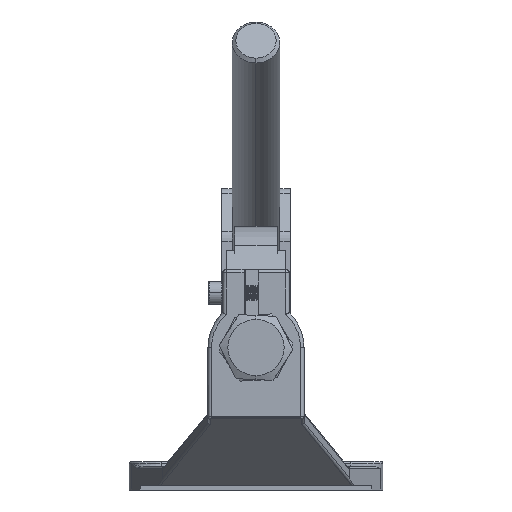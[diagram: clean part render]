
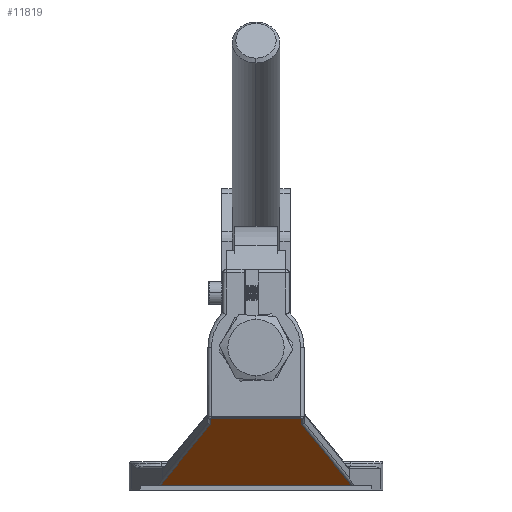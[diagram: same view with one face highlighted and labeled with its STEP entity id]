
A CAD part, left-side view. The second image highlights one B-rep face of the part: STEP entity #11819.
In plain terms, the highlighted planar face has unit normal (-0.5, 0, -0.866).
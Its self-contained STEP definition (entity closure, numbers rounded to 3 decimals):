
#97 = VERTEX_POINT ( 'NONE', #8722 ) ;
#1366 = VERTEX_POINT ( 'NONE', #47126 ) ;
#2206 = VERTEX_POINT ( 'NONE', #35142 ) ;
#2648 = DIRECTION ( 'NONE',  ( 0.5, 0., 0.866 ) ) ;
#2691 = LINE ( 'NONE', #9237, #16356 ) ;
#2973 = CARTESIAN_POINT ( 'NONE',  ( -222.267, 72.75, 29.867 ) ) ;
#3067 = LINE ( 'NONE', #21209, #15157 ) ;
#3205 = ORIENTED_EDGE ( 'NONE', *, *, #5606, .T. ) ;
#5606 = EDGE_CURVE ( 'NONE', #2206, #97, #10952, .T. ) ;
#7547 = VERTEX_POINT ( 'NONE', #38770 ) ;
#8722 = CARTESIAN_POINT ( 'NONE',  ( -222.497, 72.307, 30. ) ) ;
#8937 = EDGE_CURVE ( 'NONE', #52975, #2206, #45145, .T. ) ;
#9237 = CARTESIAN_POINT ( 'NONE',  ( -174., 107., 2. ) ) ;
#9797 = ORIENTED_EDGE ( 'NONE', *, *, #26999, .T. ) ;
#10513 = FACE_OUTER_BOUND ( 'NONE', #47155, .T. ) ;
#10952 = LINE ( 'NONE', #27030, #64047 ) ;
#11076 = VECTOR ( 'NONE', #14800, 1000. ) ;
#11752 = VERTEX_POINT ( 'NONE', #52823 ) ;
#11819 = ADVANCED_FACE ( 'NONE', ( #10513 ), #23072, .F. ) ;
#14800 = DIRECTION ( 'NONE',  ( -0.801, 0.38, 0.463 ) ) ;
#15157 = VECTOR ( 'NONE', #57658, 1000. ) ;
#16356 = VECTOR ( 'NONE', #29698, 1000. ) ;
#19175 = EDGE_CURVE ( 'NONE', #21241, #52975, #58770, .T. ) ;
#20359 = ORIENTED_EDGE ( 'NONE', *, *, #8937, .T. ) ;
#21209 = CARTESIAN_POINT ( 'NONE',  ( -174., 72.75, 2. ) ) ;
#21241 = VERTEX_POINT ( 'NONE', #60603 ) ;
#21513 = EDGE_CURVE ( 'NONE', #11752, #50374, #3067, .T. ) ;
#23072 = PLANE ( 'NONE',  #62539 ) ;
#23386 = CARTESIAN_POINT ( 'NONE',  ( -222.466, 72.572, 29.982 ) ) ;
#23632 = EDGE_CURVE ( 'NONE', #7547, #21241, #60940, .T. ) ;
#25775 = DIRECTION ( 'NONE',  ( -0.866, 0., 0.5 ) ) ;
#26999 = EDGE_CURVE ( 'NONE', #1366, #7547, #2691, .T. ) ;
#27030 = CARTESIAN_POINT ( 'NONE',  ( -222.497, 72.998, 30. ) ) ;
#27154 = CARTESIAN_POINT ( 'NONE',  ( -222., 34.25, 29.713 ) ) ;
#27272 = CARTESIAN_POINT ( 'NONE',  ( -218.275, 72.75, 27.562 ) ) ;
#28243 = ORIENTED_EDGE ( 'NONE', *, *, #19175, .T. ) ;
#28276 = ORIENTED_EDGE ( 'NONE', *, *, #42700, .T. ) ;
#29698 = DIRECTION ( 'NONE',  ( 0., -1., 0. ) ) ;
#29970 = DIRECTION ( 'NONE',  ( 0.801, 0.38, -0.463 ) ) ;
#31830 =( BOUNDED_CURVE ( )  B_SPLINE_CURVE ( 3, ( #59425, #23386, #2973, #38946 ),
 .UNSPECIFIED., .F., .F. ) 
 B_SPLINE_CURVE_WITH_KNOTS ( ( 4, 4 ),
 ( 0.115, 1.571 ),
 .UNSPECIFIED. ) 
 CURVE ( )  GEOMETRIC_REPRESENTATION_ITEM ( )  RATIONAL_B_SPLINE_CURVE ( ( 1., 0.831, 0.831, 1. ) ) 
 REPRESENTATION_ITEM ( '' )  );
#31980 = EDGE_CURVE ( 'NONE', #50374, #1366, #57992, .T. ) ;
#32457 = ORIENTED_EDGE ( 'NONE', *, *, #31980, .T. ) ;
#34567 = CARTESIAN_POINT ( 'NONE',  ( -222.497, 34.693, 30. ) ) ;
#34596 = VECTOR ( 'NONE', #25775, 1000. ) ;
#35142 = CARTESIAN_POINT ( 'NONE',  ( -222.497, 34.693, 30. ) ) ;
#38468 = ORIENTED_EDGE ( 'NONE', *, *, #21513, .T. ) ;
#38600 = DIRECTION ( 'NONE',  ( 0.866, 0., -0.5 ) ) ;
#38770 = CARTESIAN_POINT ( 'NONE',  ( -174., 13.267, 2. ) ) ;
#38946 = CARTESIAN_POINT ( 'NONE',  ( -222., 72.75, 29.713 ) ) ;
#41105 = CARTESIAN_POINT ( 'NONE',  ( -174., 34.25, 2. ) ) ;
#42700 = EDGE_CURVE ( 'NONE', #97, #11752, #31830, .T. ) ;
#44341 = VECTOR ( 'NONE', #29970, 1000. ) ;
#45145 =( BOUNDED_CURVE ( )  B_SPLINE_CURVE ( 3, ( #55066, #49915, #65386, #34567 ),
 .UNSPECIFIED., .F., .F. ) 
 B_SPLINE_CURVE_WITH_KNOTS ( ( 4, 4 ),
 ( 1.571, 3.026 ),
 .UNSPECIFIED. ) 
 CURVE ( )  GEOMETRIC_REPRESENTATION_ITEM ( )  RATIONAL_B_SPLINE_CURVE ( ( 1., 0.831, 0.831, 1. ) ) 
 REPRESENTATION_ITEM ( '' )  );
#45980 = ORIENTED_EDGE ( 'NONE', *, *, #23632, .T. ) ;
#47126 = CARTESIAN_POINT ( 'NONE',  ( -174., 93.733, 2. ) ) ;
#47155 = EDGE_LOOP ( 'NONE', ( #9797, #45980, #28243, #20359, #3205, #28276, #38468, #32457 ) ) ;
#49915 = CARTESIAN_POINT ( 'NONE',  ( -222.267, 34.25, 29.867 ) ) ;
#50374 = VERTEX_POINT ( 'NONE', #27272 ) ;
#50773 = CARTESIAN_POINT ( 'NONE',  ( -202.513, 26.78, 18.462 ) ) ;
#52823 = CARTESIAN_POINT ( 'NONE',  ( -222., 72.75, 29.713 ) ) ;
#52975 = VERTEX_POINT ( 'NONE', #27154 ) ;
#53939 = CARTESIAN_POINT ( 'NONE',  ( -174., 107., 2. ) ) ;
#55066 = CARTESIAN_POINT ( 'NONE',  ( -222., 34.25, 29.713 ) ) ;
#57658 = DIRECTION ( 'NONE',  ( 0.866, 0., -0.5 ) ) ;
#57992 = LINE ( 'NONE', #60771, #44341 ) ;
#58770 = LINE ( 'NONE', #41105, #34596 ) ;
#59425 = CARTESIAN_POINT ( 'NONE',  ( -222.497, 72.307, 30. ) ) ;
#60603 = CARTESIAN_POINT ( 'NONE',  ( -218.275, 34.25, 27.562 ) ) ;
#60771 = CARTESIAN_POINT ( 'NONE',  ( -169.964, 95.645, -0.33 ) ) ;
#60940 = LINE ( 'NONE', #50773, #11076 ) ;
#62539 = AXIS2_PLACEMENT_3D ( 'NONE', #53939, #2648, #38600 ) ;
#63014 = DIRECTION ( 'NONE',  ( 0., 1., 0. ) ) ;
#64047 = VECTOR ( 'NONE', #63014, 1000. ) ;
#65386 = CARTESIAN_POINT ( 'NONE',  ( -222.466, 34.428, 29.982 ) ) ;
